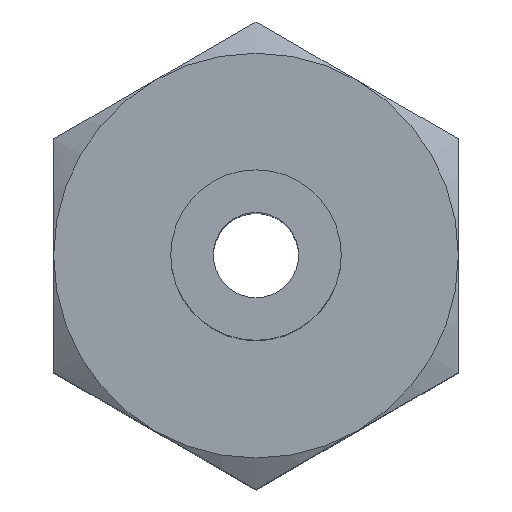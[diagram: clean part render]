
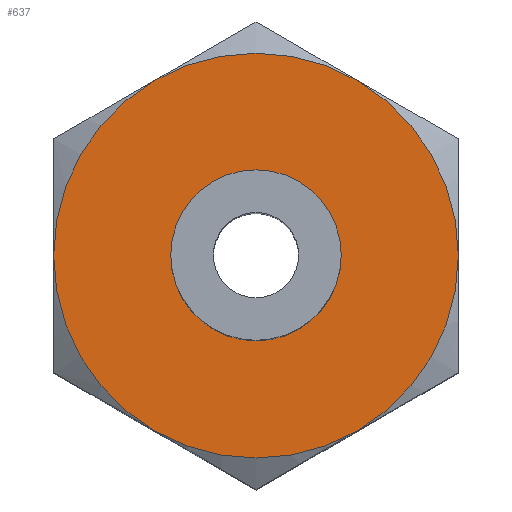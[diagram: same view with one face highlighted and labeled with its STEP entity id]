
A CAD part, top view. The second image highlights one B-rep face of the part: STEP entity #637.
In plain terms, the highlighted planar face has unit normal (0, 0, 1).
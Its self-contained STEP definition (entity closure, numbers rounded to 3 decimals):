
#38=PLANE('',#695);
#50=CIRCLE('',#653,9.5);
#51=CIRCLE('',#655,9.5);
#52=CIRCLE('',#657,9.5);
#53=CIRCLE('',#659,9.5);
#54=CIRCLE('',#661,9.5);
#55=CIRCLE('',#663,9.5);
#65=CIRCLE('',#681,4.);
#128=ORIENTED_EDGE('',*,*,#221,.T.);
#129=ORIENTED_EDGE('',*,*,#186,.F.);
#130=ORIENTED_EDGE('',*,*,#188,.F.);
#131=ORIENTED_EDGE('',*,*,#194,.F.);
#132=ORIENTED_EDGE('',*,*,#199,.F.);
#133=ORIENTED_EDGE('',*,*,#193,.F.);
#134=ORIENTED_EDGE('',*,*,#184,.F.);
#184=EDGE_CURVE('',#238,#236,#50,.T.);
#186=EDGE_CURVE('',#240,#238,#51,.T.);
#188=EDGE_CURVE('',#241,#240,#52,.T.);
#193=EDGE_CURVE('',#236,#243,#53,.T.);
#194=EDGE_CURVE('',#245,#241,#54,.T.);
#199=EDGE_CURVE('',#243,#245,#55,.T.);
#221=EDGE_CURVE('',#263,#263,#65,.F.);
#236=VERTEX_POINT('',#831);
#238=VERTEX_POINT('',#837);
#240=VERTEX_POINT('',#845);
#241=VERTEX_POINT('',#853);
#243=VERTEX_POINT('',#868);
#245=VERTEX_POINT('',#877);
#263=VERTEX_POINT('',#979);
#326=EDGE_LOOP('',(#128));
#327=EDGE_LOOP('',(#129,#130,#131,#132,#133,#134));
#370=FACE_BOUND('',#326,.T.);
#371=FACE_BOUND('',#327,.T.);
#637=ADVANCED_FACE('',(#370,#371),#38,.T.);
#653=AXIS2_PLACEMENT_3D('',#838,#711,#712);
#655=AXIS2_PLACEMENT_3D('',#846,#715,#716);
#657=AXIS2_PLACEMENT_3D('',#852,#719,#720);
#659=AXIS2_PLACEMENT_3D('',#874,#723,#724);
#661=AXIS2_PLACEMENT_3D('',#876,#727,#728);
#663=AXIS2_PLACEMENT_3D('',#897,#731,#732);
#681=AXIS2_PLACEMENT_3D('',#978,#767,#768);
#695=AXIS2_PLACEMENT_3D('',#999,#795,#796);
#711=DIRECTION('',(0.,0.,-1.));
#712=DIRECTION('',(-1.,0.,0.));
#715=DIRECTION('',(0.,0.,-1.));
#716=DIRECTION('',(-1.,0.,0.));
#719=DIRECTION('',(0.,0.,-1.));
#720=DIRECTION('',(-1.,0.,0.));
#723=DIRECTION('',(0.,0.,-1.));
#724=DIRECTION('',(-1.,0.,0.));
#727=DIRECTION('',(0.,0.,-1.));
#728=DIRECTION('',(-1.,0.,0.));
#731=DIRECTION('',(0.,0.,-1.));
#732=DIRECTION('',(-1.,0.,0.));
#767=DIRECTION('',(0.,0.,1.));
#768=DIRECTION('',(1.,0.,0.));
#795=DIRECTION('',(0.,0.,1.));
#796=DIRECTION('',(1.,0.,0.));
#831=CARTESIAN_POINT('',(9.5,0.,-16.));
#837=CARTESIAN_POINT('',(4.75,8.227,-16.));
#838=CARTESIAN_POINT('',(0.,0.,-16.));
#845=CARTESIAN_POINT('',(-4.75,8.227,-16.));
#846=CARTESIAN_POINT('',(0.,0.,-16.));
#852=CARTESIAN_POINT('',(0.,0.,-16.));
#853=CARTESIAN_POINT('',(-9.5,0.,-16.));
#868=CARTESIAN_POINT('',(4.75,-8.227,-16.));
#874=CARTESIAN_POINT('',(0.,0.,-16.));
#876=CARTESIAN_POINT('',(0.,0.,-16.));
#877=CARTESIAN_POINT('',(-4.75,-8.227,-16.));
#897=CARTESIAN_POINT('',(0.,0.,-16.));
#978=CARTESIAN_POINT('',(0.,0.,-16.));
#979=CARTESIAN_POINT('',(4.,0.,-16.));
#999=CARTESIAN_POINT('',(0.,9.5,-16.));
